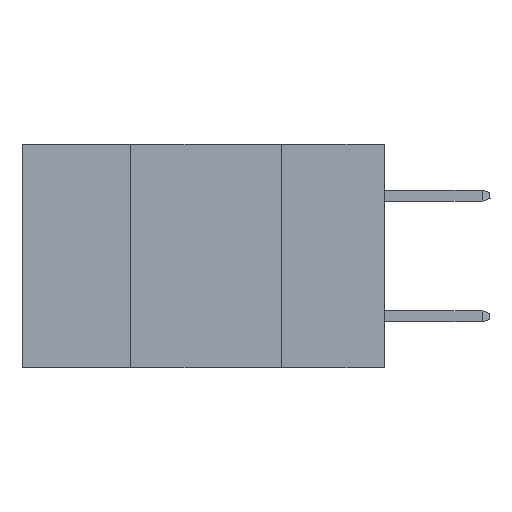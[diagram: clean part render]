
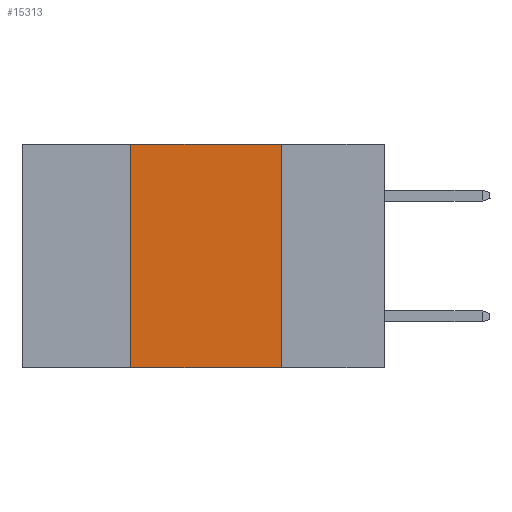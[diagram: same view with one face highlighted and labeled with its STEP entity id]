
A CAD part, left-side view. The second image highlights one B-rep face of the part: STEP entity #15313.
In plain terms, the highlighted planar face has unit normal (-1, 0, 0).
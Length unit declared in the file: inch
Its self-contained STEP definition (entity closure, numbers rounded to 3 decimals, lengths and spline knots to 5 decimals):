
#352 = EDGE_CURVE ( 'NONE', #6132, #4932, #11155, .T. ) ;
#799 = DIRECTION ( 'NONE',  ( 0., -1., 0. ) ) ;
#1131 = LINE ( 'NONE', #13905, #14445 ) ;
#1195 = VECTOR ( 'NONE', #15984, 39.37008 ) ;
#1204 = CARTESIAN_POINT ( 'NONE',  ( 0., 0.6, 0. ) ) ;
#2536 = CARTESIAN_POINT ( 'NONE',  ( 0., 0.42, 0. ) ) ;
#2712 = DIRECTION ( 'NONE',  ( 0., 0., -1. ) ) ;
#3191 = ORIENTED_EDGE ( 'NONE', *, *, #9795, .T. ) ;
#3495 = CARTESIAN_POINT ( 'NONE',  ( 0., 0.17, -0.37 ) ) ;
#3814 = DIRECTION ( 'NONE',  ( 0., 0., 1. ) ) ;
#4464 = CARTESIAN_POINT ( 'NONE',  ( 0., 0.17, 0. ) ) ;
#4932 = VERTEX_POINT ( 'NONE', #3495 ) ;
#5396 = ORIENTED_EDGE ( 'NONE', *, *, #10331, .F. ) ;
#6132 = VERTEX_POINT ( 'NONE', #4464 ) ;
#6362 = CARTESIAN_POINT ( 'NONE',  ( 0., 0.42, -0.37 ) ) ;
#9508 = EDGE_LOOP ( 'NONE', ( #11261, #12333, #5396, #3191 ) ) ;
#9795 = EDGE_CURVE ( 'NONE', #16371, #4932, #11457, .T. ) ;
#10331 = EDGE_CURVE ( 'NONE', #16371, #12085, #11652, .T. ) ;
#10658 = FACE_OUTER_BOUND ( 'NONE', #9508, .T. ) ;
#10879 = CARTESIAN_POINT ( 'NONE',  ( 0., 0.6, -0.37 ) ) ;
#11155 = LINE ( 'NONE', #15676, #14997 ) ;
#11261 = ORIENTED_EDGE ( 'NONE', *, *, #352, .F. ) ;
#11363 = EDGE_CURVE ( 'NONE', #12085, #6132, #1131, .T. ) ;
#11457 = LINE ( 'NONE', #10879, #1195 ) ;
#11652 = LINE ( 'NONE', #2536, #13458 ) ;
#12085 = VERTEX_POINT ( 'NONE', #14046 ) ;
#12333 = ORIENTED_EDGE ( 'NONE', *, *, #11363, .F. ) ;
#13458 = VECTOR ( 'NONE', #3814, 39.37008 ) ;
#13905 = CARTESIAN_POINT ( 'NONE',  ( 0., 0.6, 0. ) ) ;
#14046 = CARTESIAN_POINT ( 'NONE',  ( 0., 0.42, 0. ) ) ;
#14445 = VECTOR ( 'NONE', #799, 39.37008 ) ;
#14601 = AXIS2_PLACEMENT_3D ( 'NONE', #1204, #16526, #15160 ) ;
#14997 = VECTOR ( 'NONE', #2712, 39.37008 ) ;
#15160 = DIRECTION ( 'NONE',  ( 0., 0., -1. ) ) ;
#15211 = PLANE ( 'NONE',  #14601 ) ;
#15313 = ADVANCED_FACE ( 'NONE', ( #10658 ), #15211, .F. ) ;
#15676 = CARTESIAN_POINT ( 'NONE',  ( 0., 0.17, 0. ) ) ;
#15984 = DIRECTION ( 'NONE',  ( 0., -1., 0. ) ) ;
#16371 = VERTEX_POINT ( 'NONE', #6362 ) ;
#16526 = DIRECTION ( 'NONE',  ( 1., 0., 0. ) ) ;
